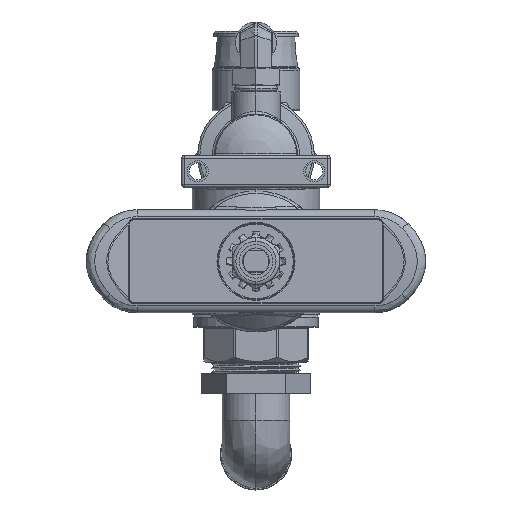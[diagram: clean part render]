
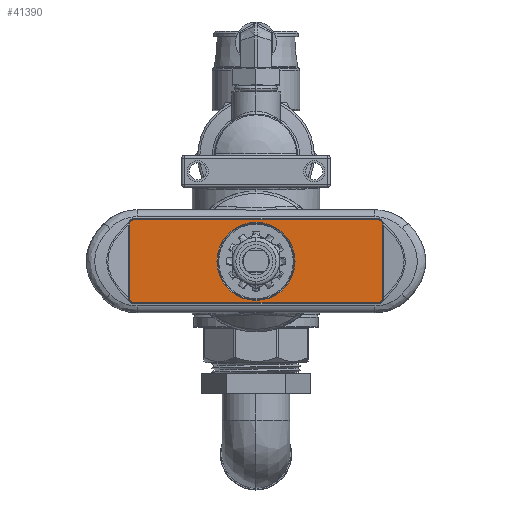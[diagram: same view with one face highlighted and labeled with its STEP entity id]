
A CAD part, top view. The second image highlights one B-rep face of the part: STEP entity #41390.
In plain terms, the highlighted planar face has unit normal (0, 0, 1).
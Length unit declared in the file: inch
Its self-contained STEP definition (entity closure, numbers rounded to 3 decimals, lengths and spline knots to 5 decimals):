
#36667=CARTESIAN_POINT('',(1.44,-0.44,-0.18137));
#36668=DIRECTION('',(0.,0.,1.));
#36669=DIRECTION('',(0.,-1.,0.));
#36670=AXIS2_PLACEMENT_3D('',#36667,#36668,#36669);
#36672=DIRECTION('',(1.,0.,0.));
#36673=VECTOR('',#36672,2.88);
#36674=CARTESIAN_POINT('',(-1.44,-0.49,-0.18137));
#36675=LINE('',#36674,#36673);
#36676=CARTESIAN_POINT('',(-1.44,-0.44,-0.18137));
#36677=DIRECTION('',(0.,0.,1.));
#36678=DIRECTION('',(-1.,0.,0.));
#36679=AXIS2_PLACEMENT_3D('',#36676,#36677,#36678);
#36681=DIRECTION('',(0.,-1.,0.));
#36682=VECTOR('',#36681,0.88);
#36683=CARTESIAN_POINT('',(-1.49,0.44,-0.18137));
#36684=LINE('',#36683,#36682);
#36685=CARTESIAN_POINT('',(-1.44,0.44,-0.18137));
#36686=DIRECTION('',(0.,0.,1.));
#36687=DIRECTION('',(0.,1.,0.));
#36688=AXIS2_PLACEMENT_3D('',#36685,#36686,#36687);
#36690=DIRECTION('',(-1.,0.,0.));
#36691=VECTOR('',#36690,2.88);
#36692=CARTESIAN_POINT('',(1.44,0.49,-0.18137));
#36693=LINE('',#36692,#36691);
#36694=CARTESIAN_POINT('',(1.44,0.44,-0.18137));
#36695=DIRECTION('',(0.,0.,1.));
#36696=DIRECTION('',(1.,0.,0.));
#36697=AXIS2_PLACEMENT_3D('',#36694,#36695,#36696);
#36699=DIRECTION('',(0.,1.,0.));
#36700=VECTOR('',#36699,0.88);
#36701=CARTESIAN_POINT('',(1.49,-0.44,-0.18137));
#36702=LINE('',#36701,#36700);
#36703=CARTESIAN_POINT('',(0.,0.,-0.18137));
#36704=DIRECTION('',(0.,0.,-1.));
#36705=DIRECTION('',(-1.,0.,0.));
#36706=AXIS2_PLACEMENT_3D('',#36703,#36704,#36705);
#36708=CARTESIAN_POINT('',(0.,0.,-0.18137));
#36709=DIRECTION('',(0.,0.,-1.));
#36710=DIRECTION('',(1.,0.,0.));
#36711=AXIS2_PLACEMENT_3D('',#36708,#36709,#36710);
#37097=CARTESIAN_POINT('',(1.49,-0.44,-0.18137));
#37098=CARTESIAN_POINT('',(1.49,0.44,-0.18137));
#37099=VERTEX_POINT('',#37097);
#37100=VERTEX_POINT('',#37098);
#37101=CARTESIAN_POINT('',(1.44,0.49,-0.18137));
#37102=CARTESIAN_POINT('',(-1.44,0.49,-0.18137));
#37103=VERTEX_POINT('',#37101);
#37104=VERTEX_POINT('',#37102);
#37105=CARTESIAN_POINT('',(-1.49,0.44,-0.18137));
#37106=CARTESIAN_POINT('',(-1.49,-0.44,-0.18137));
#37107=VERTEX_POINT('',#37105);
#37108=VERTEX_POINT('',#37106);
#37109=CARTESIAN_POINT('',(-1.44,-0.49,-0.18137));
#37110=CARTESIAN_POINT('',(1.44,-0.49,-0.18137));
#37111=VERTEX_POINT('',#37109);
#37112=VERTEX_POINT('',#37110);
#37315=CARTESIAN_POINT('',(-0.46,0.,-0.18137));
#37316=CARTESIAN_POINT('',(0.46,0.,-0.18137));
#37317=VERTEX_POINT('',#37315);
#37318=VERTEX_POINT('',#37316);
#41362=CARTESIAN_POINT('',(0.,0.,-0.18137));
#41363=DIRECTION('',(0.,0.,1.));
#41364=DIRECTION('',(1.,0.,0.));
#41365=AXIS2_PLACEMENT_3D('',#41362,#41363,#41364);
#41366=PLANE('',#41365);
#41368=ORIENTED_EDGE('',*,*,#41367,.F.);
#41370=ORIENTED_EDGE('',*,*,#41369,.F.);
#41372=ORIENTED_EDGE('',*,*,#41371,.F.);
#41374=ORIENTED_EDGE('',*,*,#41373,.F.);
#41376=ORIENTED_EDGE('',*,*,#41375,.F.);
#41378=ORIENTED_EDGE('',*,*,#41377,.F.);
#41380=ORIENTED_EDGE('',*,*,#41379,.F.);
#41382=ORIENTED_EDGE('',*,*,#41381,.F.);
#41383=EDGE_LOOP('',(#41368,#41370,#41372,#41374,#41376,#41378,#41380,#41382));
#41384=FACE_OUTER_BOUND('',#41383,.F.);
#41386=ORIENTED_EDGE('',*,*,#41385,.F.);
#41387=ORIENTED_EDGE('',*,*,#41352,.F.);
#41388=EDGE_LOOP('',(#41386,#41387));
#41389=FACE_BOUND('',#41388,.F.);
#41390=ADVANCED_FACE('',(#41384,#41389),#41366,.T.);
#36671=CIRCLE('',#36670,0.05);
#36680=CIRCLE('',#36679,0.05);
#36689=CIRCLE('',#36688,0.05);
#36698=CIRCLE('',#36697,0.05);
#36707=CIRCLE('',#36706,0.46);
#36712=CIRCLE('',#36711,0.46);
#41352=EDGE_CURVE('',#37318,#37317,#36712,.T.);
#41367=EDGE_CURVE('',#37112,#37099,#36671,.T.);
#41369=EDGE_CURVE('',#37111,#37112,#36675,.T.);
#41371=EDGE_CURVE('',#37108,#37111,#36680,.T.);
#41373=EDGE_CURVE('',#37107,#37108,#36684,.T.);
#41375=EDGE_CURVE('',#37104,#37107,#36689,.T.);
#41377=EDGE_CURVE('',#37103,#37104,#36693,.T.);
#41379=EDGE_CURVE('',#37100,#37103,#36698,.T.);
#41381=EDGE_CURVE('',#37099,#37100,#36702,.T.);
#41385=EDGE_CURVE('',#37317,#37318,#36707,.T.);
